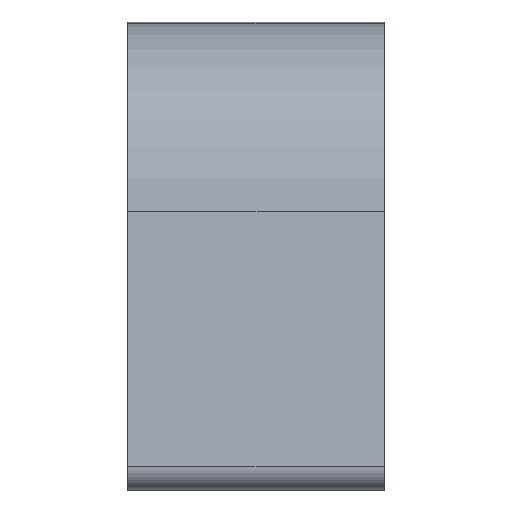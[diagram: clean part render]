
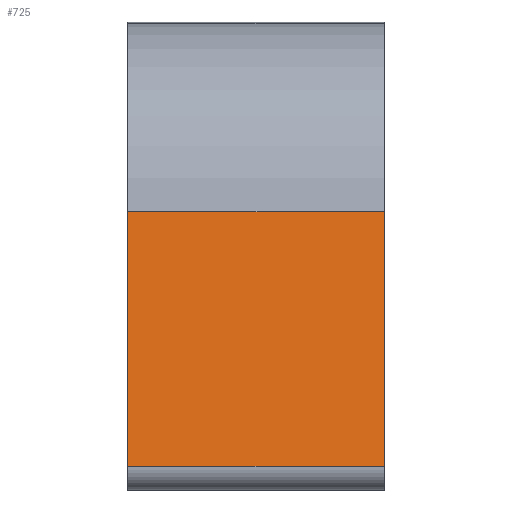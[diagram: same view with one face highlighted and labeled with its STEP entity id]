
A CAD part, left-side view. The second image highlights one B-rep face of the part: STEP entity #725.
In plain terms, the highlighted planar face has unit normal (-0.993, 0, 0.122).
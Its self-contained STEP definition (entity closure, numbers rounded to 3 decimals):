
#247=CARTESIAN_POINT('Vertex',(-115.613,28.359,78.716)) ;
#250=CARTESIAN_POINT('Line Origine',(-111.957,28.359,108.493)) ;
#254=CARTESIAN_POINT('Vertex',(-108.3,28.359,138.269)) ;
#601=CARTESIAN_POINT('Vertex',(-108.3,-31.641,138.269)) ;
#604=CARTESIAN_POINT('Line Origine',(-111.957,-31.641,108.493)) ;
#608=CARTESIAN_POINT('Vertex',(-115.613,-31.641,78.716)) ;
#697=CARTESIAN_POINT('Line Origine',(-115.613,-1.641,78.716)) ;
#709=CARTESIAN_POINT('Axis2P3D Location',(-115.613,28.359,78.716)) ;
#714=CARTESIAN_POINT('Line Origine',(-108.3,-1.641,138.269)) ;
#252=VECTOR('Line Direction',#251,1.) ;
#606=VECTOR('Line Direction',#605,1.) ;
#699=VECTOR('Line Direction',#698,1.) ;
#716=VECTOR('Line Direction',#715,1.) ;
#251=DIRECTION('Vector Direction',(0.122,0.,0.993)) ;
#605=DIRECTION('Vector Direction',(0.122,0.,0.993)) ;
#698=DIRECTION('Vector Direction',(0.,-1.,0.)) ;
#710=DIRECTION('Axis2P3D Direction',(0.993,0.,-0.122)) ;
#711=DIRECTION('Axis2P3D XDirection',(0.122,0.,0.993)) ;
#715=DIRECTION('Vector Direction',(0.,-1.,0.)) ;
#712=AXIS2_PLACEMENT_3D('Plane Axis2P3D',#709,#710,#711) ;
#253=LINE('Line',#250,#252) ;
#607=LINE('Line',#604,#606) ;
#700=LINE('Line',#697,#699) ;
#717=LINE('Line',#714,#716) ;
#713=PLANE('',#712) ;
#256=EDGE_CURVE('',#255,#248,#253,.F.) ;
#610=EDGE_CURVE('',#602,#609,#607,.F.) ;
#701=EDGE_CURVE('',#248,#609,#700,.T.) ;
#718=EDGE_CURVE('',#255,#602,#717,.T.) ;
#719=EDGE_LOOP('',(#720,#721,#722,#723)) ;
#720=ORIENTED_EDGE('',*,*,#718,.F.) ;
#721=ORIENTED_EDGE('',*,*,#256,.T.) ;
#722=ORIENTED_EDGE('',*,*,#701,.T.) ;
#723=ORIENTED_EDGE('',*,*,#610,.F.) ;
#248=VERTEX_POINT('',#247) ;
#255=VERTEX_POINT('',#254) ;
#602=VERTEX_POINT('',#601) ;
#609=VERTEX_POINT('',#608) ;
#725=ADVANCED_FACE('PartBody',(#724),#713,.F.) ;
#724=FACE_OUTER_BOUND('',#719,.T.) ;
